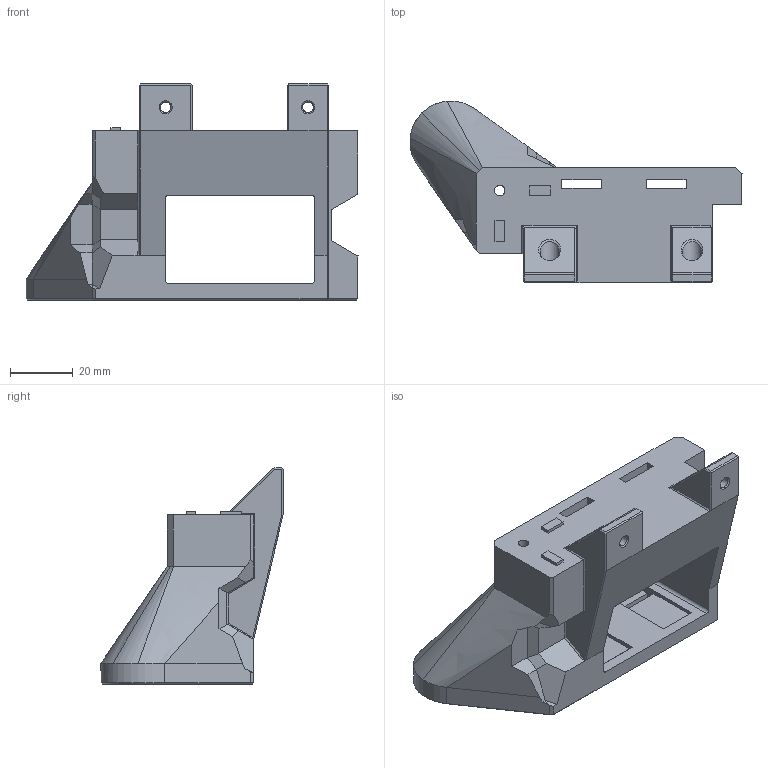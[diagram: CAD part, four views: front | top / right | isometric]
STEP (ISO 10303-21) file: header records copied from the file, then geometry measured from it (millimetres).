
FILE_DESCRIPTION(/* description */ (''),/* implementation_level */ '2;1');
FILE_NAME(/* name */ 'rear_power_supply_foot.step',/* time_stamp */ '2023-12-03T14:07:53-08:00',/* author */ (''),/* organization */ (''),/* preprocessor_version */ 'ST-DEVELOPER v20',/* originating_system */ 'Autodesk Translation Framework v12.14.0.127',/* authorisation */ '');
FILE_SCHEMA (('AUTOMOTIVE_DESIGN { 1 0 10303 214 3 1 1 }'));
Length unit declared in the file: millimetre
Products named in the file (1): rear_power_supply_foot
Bounding box: 106.08 x 58.17 x 69.1 mm (x, y, z)
Volume: 105318.5 mm3; surface area: 25968.8 mm2
Topology: 1 solids, 1 shells, 243 faces, 660 edges, 423 vertices
Faces by surface type: plane 176, cylinder 53, bspline 9, cone 5
Full cylindrical faces by diameter (mm): 3.4 x3, 4.234 x18, 4.7 x2, 5.12 x18, 6.2 x3
Entity records: 25012 total; most frequent: CARTESIAN_POINT 19037, ORIENTED_EDGE 1320, DIRECTION 1076, EDGE_CURVE 660, LINE 494, VECTOR 494, VERTEX_POINT 423, AXIS2_PLACEMENT_3D 291
